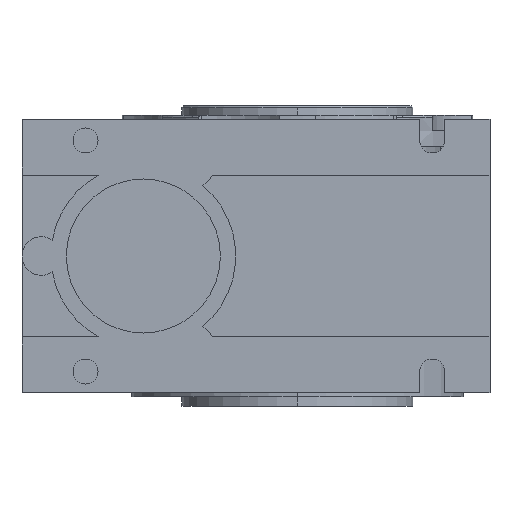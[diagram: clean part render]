
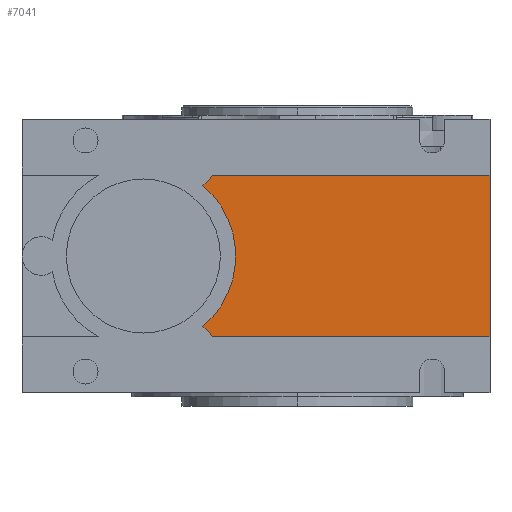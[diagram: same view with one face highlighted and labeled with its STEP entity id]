
A CAD part, left-side view. The second image highlights one B-rep face of the part: STEP entity #7041.
In plain terms, the highlighted planar face has unit normal (-1, 0, 0).
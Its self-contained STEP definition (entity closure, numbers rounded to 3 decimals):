
#203 = CIRCLE ( 'NONE', #17587, 5. ) ;
#241 = VECTOR ( 'NONE', #10839, 1000. ) ;
#872 = DIRECTION ( 'NONE',  ( 0., -1., 0. ) ) ;
#1121 = EDGE_CURVE ( 'NONE', #2744, #16085, #5866, .T. ) ;
#1416 = CARTESIAN_POINT ( 'NONE',  ( -48., 26.75, 22.95 ) ) ;
#1446 = ORIENTED_EDGE ( 'NONE', *, *, #20440, .T. ) ;
#1525 = ORIENTED_EDGE ( 'NONE', *, *, #1121, .T. ) ;
#1702 = CARTESIAN_POINT ( 'NONE',  ( -48., -13.927, 21. ) ) ;
#2744 = VERTEX_POINT ( 'NONE', #7784 ) ;
#2919 = DIRECTION ( 'NONE',  ( 0., 0., 1. ) ) ;
#3251 = DIRECTION ( 'NONE',  ( 0., 0., 1. ) ) ;
#3357 = DIRECTION ( 'NONE',  ( 0., -1., 0. ) ) ;
#3779 = CARTESIAN_POINT ( 'NONE',  ( -48., 24.621, -18.425 ) ) ;
#4207 = CARTESIAN_POINT ( 'NONE',  ( -48., -50., 21. ) ) ;
#5866 = CIRCLE ( 'NONE', #7910, 24. ) ;
#5931 = VERTEX_POINT ( 'NONE', #8468 ) ;
#6297 = EDGE_CURVE ( 'NONE', #14496, #17915, #9306, .T. ) ;
#6496 = AXIS2_PLACEMENT_3D ( 'NONE', #1416, #14252, #3251 ) ;
#6726 = LINE ( 'NONE', #22836, #15898 ) ;
#7041 = ADVANCED_FACE ( 'NONE', ( #21671 ), #10575, .T. ) ;
#7106 = CARTESIAN_POINT ( 'NONE',  ( -48., -50., -21. ) ) ;
#7784 = CARTESIAN_POINT ( 'NONE',  ( -48., 24.621, 18.425 ) ) ;
#7910 = AXIS2_PLACEMENT_3D ( 'NONE', #18954, #7981, #20790 ) ;
#7981 = DIRECTION ( 'NONE',  ( 1., 0., 0. ) ) ;
#8164 = CARTESIAN_POINT ( 'NONE',  ( -48., 26.75, -22.95 ) ) ;
#8360 = EDGE_CURVE ( 'NONE', #14624, #14496, #6726, .T. ) ;
#8468 = CARTESIAN_POINT ( 'NONE',  ( -48., 22.146, 21. ) ) ;
#9306 = LINE ( 'NONE', #23114, #13621 ) ;
#9986 = DIRECTION ( 'NONE',  ( 0., 0., 1. ) ) ;
#10575 = PLANE ( 'NONE',  #12143 ) ;
#10656 = CARTESIAN_POINT ( 'NONE',  ( -48., 25.069, -21. ) ) ;
#10777 = EDGE_CURVE ( 'NONE', #5931, #2744, #16657, .T. ) ;
#10839 = DIRECTION ( 'NONE',  ( 0., 1., 0. ) ) ;
#11169 = CARTESIAN_POINT ( 'NONE',  ( -48., 22.146, -21. ) ) ;
#12126 = ORIENTED_EDGE ( 'NONE', *, *, #10777, .T. ) ;
#12143 = AXIS2_PLACEMENT_3D ( 'NONE', #10656, #14350, #3357 ) ;
#12803 = EDGE_CURVE ( 'NONE', #16085, #14624, #203, .T. ) ;
#13621 = VECTOR ( 'NONE', #2919, 1000. ) ;
#14252 = DIRECTION ( 'NONE',  ( 1., 0., 0. ) ) ;
#14350 = DIRECTION ( 'NONE',  ( -1., 0., 0. ) ) ;
#14496 = VERTEX_POINT ( 'NONE', #7106 ) ;
#14624 = VERTEX_POINT ( 'NONE', #11169 ) ;
#14868 = LINE ( 'NONE', #1702, #241 ) ;
#15898 = VECTOR ( 'NONE', #872, 1000. ) ;
#16085 = VERTEX_POINT ( 'NONE', #3779 ) ;
#16657 = CIRCLE ( 'NONE', #6496, 5. ) ;
#17587 = AXIS2_PLACEMENT_3D ( 'NONE', #8164, #20971, #9986 ) ;
#17915 = VERTEX_POINT ( 'NONE', #4207 ) ;
#17919 = EDGE_LOOP ( 'NONE', ( #22954, #1446, #12126, #1525, #19605, #20202 ) ) ;
#18954 = CARTESIAN_POINT ( 'NONE',  ( -48., 40., 0. ) ) ;
#19605 = ORIENTED_EDGE ( 'NONE', *, *, #12803, .T. ) ;
#20202 = ORIENTED_EDGE ( 'NONE', *, *, #8360, .T. ) ;
#20440 = EDGE_CURVE ( 'NONE', #17915, #5931, #14868, .T. ) ;
#20790 = DIRECTION ( 'NONE',  ( 0., 0., 1. ) ) ;
#20971 = DIRECTION ( 'NONE',  ( 1., 0., 0. ) ) ;
#21671 = FACE_OUTER_BOUND ( 'NONE', #17919, .T. ) ;
#22836 = CARTESIAN_POINT ( 'NONE',  ( -48., -13.927, -21. ) ) ;
#22954 = ORIENTED_EDGE ( 'NONE', *, *, #6297, .T. ) ;
#23114 = CARTESIAN_POINT ( 'NONE',  ( -48., -50., 0. ) ) ;
